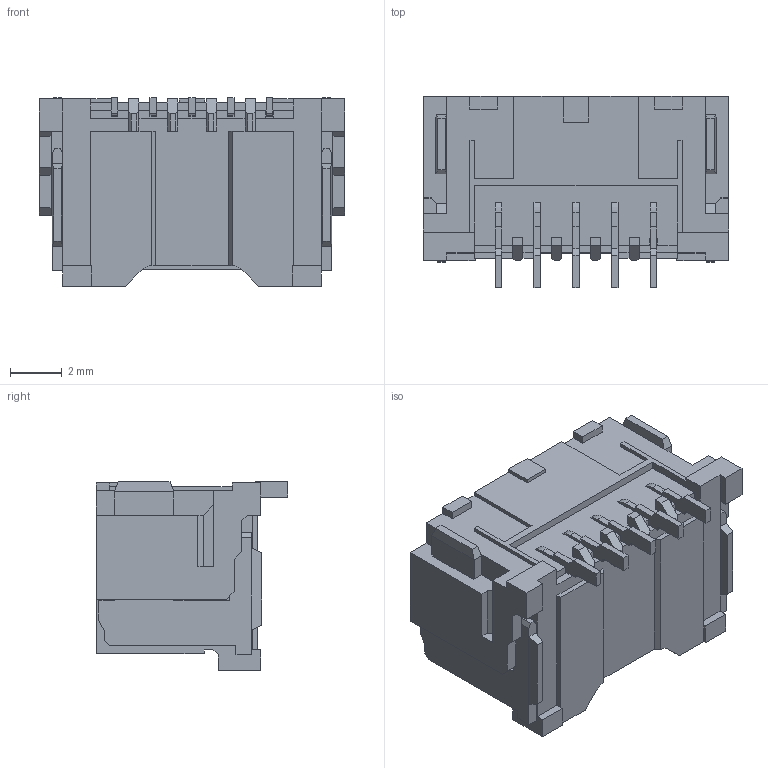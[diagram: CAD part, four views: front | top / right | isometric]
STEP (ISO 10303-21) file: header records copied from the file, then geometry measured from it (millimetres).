
FILE_DESCRIPTION(/* description */ (''),/* implementation_level */ '2;1');
FILE_NAME(/* name */ '5054050560.step',/* time_stamp */ '2019-10-03T18:30:05+02:00',/* author */ (''),/* organization */ (''),/* preprocessor_version */ 'ST-DEVELOPER v18',/* originating_system */ 'Autodesk Translation Framework v8.6.0.1094',/* authorisation */ '');
FILE_SCHEMA (('AUTOMOTIVE_DESIGN { 1 0 10303 214 3 1 1 }'));
Length unit declared in the file: millimetre
Products named in the file (1): 5054050560
Bounding box: 11.8 x 7.4 x 7.3 mm (x, y, z)
Volume: 247.3 mm3; surface area: 712.6 mm2
Topology: 1 solids, 1 shells, 497 faces, 1446 edges, 942 vertices
Faces by surface type: plane 458, cylinder 39
Entity records: 16111 total; most frequent: ORIENTED_EDGE 2892, CARTESIAN_POINT 2886, DIRECTION 2524, EDGE_CURVE 1446, LINE 1364, VECTOR 1364, VERTEX_POINT 942, AXIS2_PLACEMENT_3D 580
